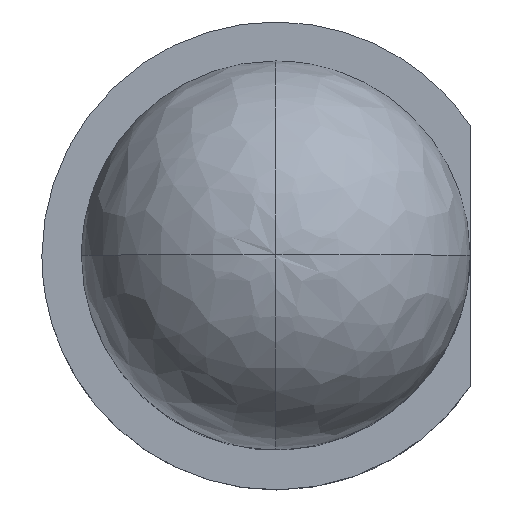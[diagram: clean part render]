
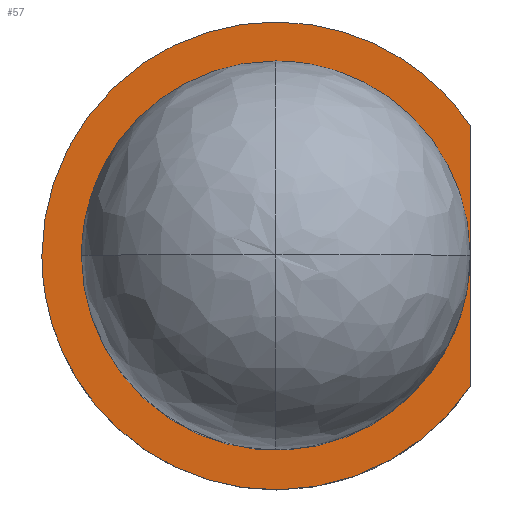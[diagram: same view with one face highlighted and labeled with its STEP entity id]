
A CAD part, top view. The second image highlights one B-rep face of the part: STEP entity #57.
In plain terms, the highlighted planar face has unit normal (0, 0, 1).
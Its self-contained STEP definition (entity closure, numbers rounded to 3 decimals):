
#57=ADVANCED_FACE('',(#86),#479,.T.);
#86=FACE_OUTER_BOUND('',#117,.T.);
#117=EDGE_LOOP('',(#186,#187,#188,#189,#190,#191));
#186=ORIENTED_EDGE('',*,*,#303,.F.);
#187=ORIENTED_EDGE('',*,*,#321,.F.);
#188=ORIENTED_EDGE('',*,*,#319,.F.);
#189=ORIENTED_EDGE('',*,*,#302,.F.);
#190=ORIENTED_EDGE('',*,*,#300,.F.);
#191=ORIENTED_EDGE('',*,*,#294,.F.);
#294=EDGE_CURVE('',#448,#451,#396,.T.);
#300=EDGE_CURVE('',#451,#453,#399,.T.);
#302=EDGE_CURVE('',#453,#447,#351,.T.);
#303=EDGE_CURVE('',#447,#448,#352,.T.);
#319=EDGE_CURVE('',#447,#461,#414,.T.);
#321=EDGE_CURVE('',#461,#447,#415,.T.);
#351=B_SPLINE_CURVE_WITH_KNOTS('',1,(#947,#948),.UNSPECIFIED.,.F.,.F.,(2,
2),(-1.,-0.5),.UNSPECIFIED.);
#352=B_SPLINE_CURVE_WITH_KNOTS('',1,(#949,#950),.UNSPECIFIED.,.F.,.F.,(2,
2),(-0.5,0.),.UNSPECIFIED.);
#396=(
BOUNDED_CURVE()
B_SPLINE_CURVE(3,(#923,#924,#925,#926),.UNSPECIFIED.,.F.,.F.)
B_SPLINE_CURVE_WITH_KNOTS((4,4),(0.591,3.142),
 .UNSPECIFIED.)
CURVE()
GEOMETRIC_REPRESENTATION_ITEM()
RATIONAL_B_SPLINE_CURVE((1.,0.527,0.527,1.))
REPRESENTATION_ITEM('')
);
#399=(
BOUNDED_CURVE()
B_SPLINE_CURVE(3,(#941,#942,#943,#944),.UNSPECIFIED.,.F.,.F.)
B_SPLINE_CURVE_WITH_KNOTS((4,4),(0.,2.551),.UNSPECIFIED.)
CURVE()
GEOMETRIC_REPRESENTATION_ITEM()
RATIONAL_B_SPLINE_CURVE((1.,0.527,0.527,1.))
REPRESENTATION_ITEM('')
);
#414=(
BOUNDED_CURVE()
B_SPLINE_CURVE(3,(#1009,#1010,#1011,#1012),.UNSPECIFIED.,.F.,.F.)
B_SPLINE_CURVE_WITH_KNOTS((4,4),(3.147,6.288),
 .UNSPECIFIED.)
CURVE()
GEOMETRIC_REPRESENTATION_ITEM()
RATIONAL_B_SPLINE_CURVE((1.,0.333,0.333,1.))
REPRESENTATION_ITEM('')
);
#415=(
BOUNDED_CURVE()
B_SPLINE_CURVE(3,(#1015,#1016,#1017,#1018),.UNSPECIFIED.,.F.,.F.)
B_SPLINE_CURVE_WITH_KNOTS((4,4),(3.144,6.286),
 .UNSPECIFIED.)
CURVE()
GEOMETRIC_REPRESENTATION_ITEM()
RATIONAL_B_SPLINE_CURVE((1.,0.333,0.333,1.))
REPRESENTATION_ITEM('')
);
#447=VERTEX_POINT('',#808);
#448=VERTEX_POINT('',#809);
#451=VERTEX_POINT('',#812);
#453=VERTEX_POINT('',#814);
#461=VERTEX_POINT('',#822);
#479=PLANE('',#528);
#528=AXIS2_PLACEMENT_3D('',#672,#544,$);
#544=DIRECTION('',(0.,0.,1.));
#672=CARTESIAN_POINT('',(-2.982,-2.985,1.5));
#808=CARTESIAN_POINT('',(2.45,0.,1.5));
#809=CARTESIAN_POINT('',(2.45,-1.643,1.5));
#812=CARTESIAN_POINT('',(-2.95,0.,1.5));
#814=CARTESIAN_POINT('',(2.45,1.643,1.5));
#822=CARTESIAN_POINT('',(-2.45,0.,1.5));
#923=CARTESIAN_POINT('',(2.45,-1.643,1.5));
#924=CARTESIAN_POINT('',(0.463,-4.606,1.5));
#925=CARTESIAN_POINT('',(-2.95,-3.567,1.5));
#926=CARTESIAN_POINT('',(-2.95,0.,1.5));
#941=CARTESIAN_POINT('',(-2.95,0.,1.5));
#942=CARTESIAN_POINT('',(-2.95,3.567,1.5));
#943=CARTESIAN_POINT('',(0.463,4.606,1.5));
#944=CARTESIAN_POINT('',(2.45,1.643,1.5));
#947=CARTESIAN_POINT('',(2.45,1.643,1.5));
#948=CARTESIAN_POINT('',(2.45,0.,1.5));
#949=CARTESIAN_POINT('',(2.45,0.,1.5));
#950=CARTESIAN_POINT('',(2.45,-1.643,1.5));
#1009=CARTESIAN_POINT('',(2.45,0.,1.5));
#1010=CARTESIAN_POINT('',(2.45,4.9,1.5));
#1011=CARTESIAN_POINT('',(-2.45,4.9,1.5));
#1012=CARTESIAN_POINT('',(-2.45,0.,1.5));
#1015=CARTESIAN_POINT('',(-2.45,0.,1.5));
#1016=CARTESIAN_POINT('',(-2.45,-4.9,1.5));
#1017=CARTESIAN_POINT('',(2.45,-4.9,1.5));
#1018=CARTESIAN_POINT('',(2.45,0.,1.5));
